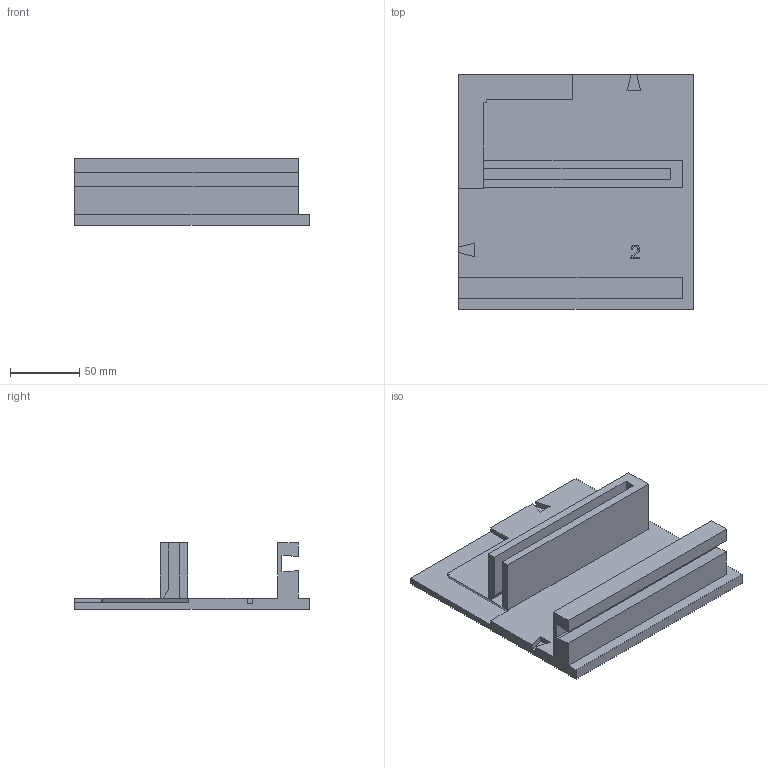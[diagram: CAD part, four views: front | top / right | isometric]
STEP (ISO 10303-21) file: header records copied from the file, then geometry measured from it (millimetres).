
FILE_DESCRIPTION(('FreeCAD Model'),'2;1');
FILE_NAME('Open CASCADE Shape Model','2025-05-28T20:19:56',(''),(''), 'Open CASCADE STEP processor 7.8','FreeCAD','Unknown');
FILE_SCHEMA(('AUTOMOTIVE_DESIGN { 1 0 10303 214 1 1 1 1 }'));
Length unit declared in the file: millimetre
Products named in the file (1): 2LowerPart003
Bounding box: 170 x 170 x 48 mm (x, y, z)
Volume: 366269.6 mm3; surface area: 106710.7 mm2
Topology: 1 solids, 1 shells, 67 faces, 183 edges, 120 vertices
Faces by surface type: plane 48, extrusion 18, cylinder 1
Full cylindrical faces by diameter (mm): 5 x1
Entity records: 2129 total; most frequent: CARTESIAN_POINT 479, ORIENTED_EDGE 366, DIRECTION 267, EDGE_CURVE 183, VECTOR 163, LINE 145, VERTEX_POINT 120, FACE_BOUND 69
